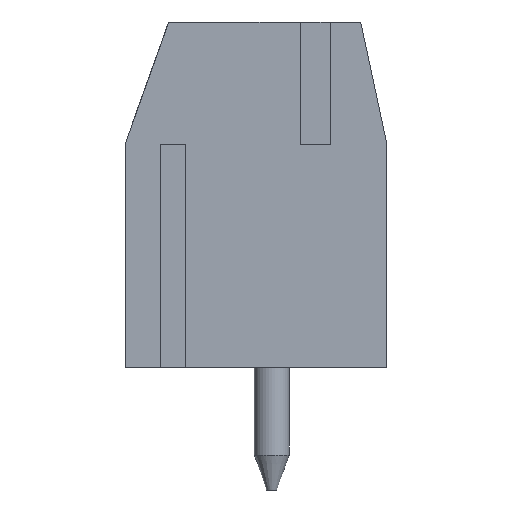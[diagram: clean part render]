
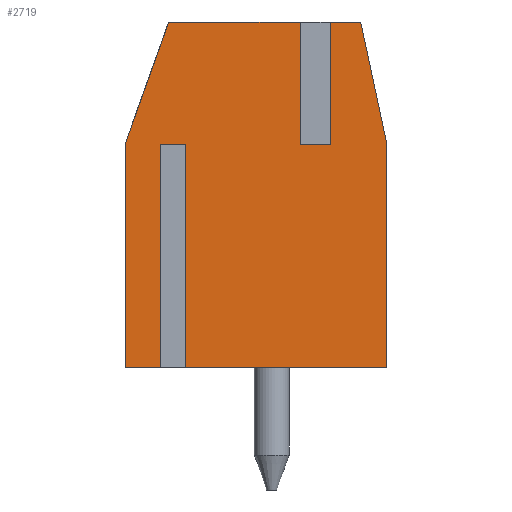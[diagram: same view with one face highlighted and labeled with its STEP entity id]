
A CAD part, left-side view. The second image highlights one B-rep face of the part: STEP entity #2719.
In plain terms, the highlighted planar face has unit normal (-1, 0, 0).
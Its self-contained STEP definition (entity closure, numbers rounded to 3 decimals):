
#392=ORIENTED_EDGE('',*,*,#1122,.F.);
#393=ORIENTED_EDGE('',*,*,#1123,.F.);
#394=ORIENTED_EDGE('',*,*,#1124,.T.);
#395=ORIENTED_EDGE('',*,*,#974,.T.);
#396=ORIENTED_EDGE('',*,*,#1008,.T.);
#397=ORIENTED_EDGE('',*,*,#1121,.T.);
#398=ORIENTED_EDGE('',*,*,#1036,.T.);
#399=ORIENTED_EDGE('',*,*,#1125,.F.);
#400=ORIENTED_EDGE('',*,*,#1126,.F.);
#401=ORIENTED_EDGE('',*,*,#1127,.T.);
#402=ORIENTED_EDGE('',*,*,#1050,.T.);
#403=ORIENTED_EDGE('',*,*,#1034,.T.);
#404=ORIENTED_EDGE('',*,*,#1128,.T.);
#405=ORIENTED_EDGE('',*,*,#978,.T.);
#974=EDGE_CURVE('',#1358,#1357,#1615,.T.);
#978=EDGE_CURVE('',#1362,#1361,#1619,.T.);
#1008=EDGE_CURVE('',#1357,#1385,#1641,.F.);
#1034=EDGE_CURVE('',#1387,#1409,#1667,.T.);
#1036=EDGE_CURVE('',#1412,#1410,#1669,.T.);
#1050=EDGE_CURVE('',#1421,#1387,#1680,.T.);
#1121=EDGE_CURVE('',#1385,#1412,#1738,.T.);
#1122=EDGE_CURVE('',#1469,#1361,#1739,.T.);
#1123=EDGE_CURVE('',#1470,#1469,#1740,.T.);
#1124=EDGE_CURVE('',#1470,#1358,#1741,.T.);
#1125=EDGE_CURVE('',#1471,#1410,#1742,.T.);
#1126=EDGE_CURVE('',#1472,#1471,#1743,.T.);
#1127=EDGE_CURVE('',#1472,#1421,#1744,.T.);
#1128=EDGE_CURVE('',#1409,#1362,#1745,.F.);
#1357=VERTEX_POINT('',#4125);
#1358=VERTEX_POINT('',#4127);
#1361=VERTEX_POINT('',#4133);
#1362=VERTEX_POINT('',#4135);
#1385=VERTEX_POINT('',#4189);
#1387=VERTEX_POINT('',#4194);
#1409=VERTEX_POINT('',#4240);
#1410=VERTEX_POINT('',#4244);
#1412=VERTEX_POINT('',#4247);
#1421=VERTEX_POINT('',#4270);
#1469=VERTEX_POINT('',#4406);
#1470=VERTEX_POINT('',#4408);
#1471=VERTEX_POINT('',#4411);
#1472=VERTEX_POINT('',#4413);
#1615=LINE('',#4126,#1919);
#1619=LINE('',#4134,#1923);
#1641=LINE('',#4190,#1945);
#1667=LINE('',#4241,#1971);
#1669=LINE('',#4246,#1973);
#1680=LINE('',#4269,#1984);
#1738=LINE('',#4403,#2042);
#1739=LINE('',#4405,#2043);
#1740=LINE('',#4407,#2044);
#1741=LINE('',#4409,#2045);
#1742=LINE('',#4410,#2046);
#1743=LINE('',#4412,#2047);
#1744=LINE('',#4414,#2048);
#1745=LINE('',#4415,#2049);
#1919=VECTOR('',#3330,1000.);
#1923=VECTOR('',#3334,1000.);
#1945=VECTOR('',#3376,1000.);
#1971=VECTOR('',#3404,1000.);
#1973=VECTOR('',#3408,1000.);
#1984=VECTOR('',#3425,1000.);
#2042=VECTOR('',#3539,1000.);
#2043=VECTOR('',#3542,1000.);
#2044=VECTOR('',#3543,1000.);
#2045=VECTOR('',#3544,1000.);
#2046=VECTOR('',#3545,1000.);
#2047=VECTOR('',#3546,1000.);
#2048=VECTOR('',#3547,1000.);
#2049=VECTOR('',#3548,1000.);
#2236=EDGE_LOOP('',(#392,#393,#394,#395,#396,#397,#398,#399,#400,#401,#402,
#403,#404,#405));
#2426=FACE_BOUND('',#2236,.T.);
#2605=PLANE('',#3110);
#2719=ADVANCED_FACE('',(#2426),#2605,.T.);
#3110=AXIS2_PLACEMENT_3D('',#4404,#3540,#3541);
#3330=DIRECTION('',(0.,1.,0.));
#3334=DIRECTION('',(0.,1.,0.));
#3376=DIRECTION('',(0.,-0.336,0.942));
#3404=DIRECTION('',(0.,0.,1.));
#3408=DIRECTION('',(0.,-1.,0.));
#3425=DIRECTION('',(0.,-1.,0.));
#3539=DIRECTION('',(0.,0.,-1.));
#3540=DIRECTION('',(-1.,0.,0.));
#3541=DIRECTION('',(0.,0.,1.));
#3542=DIRECTION('',(0.,0.,1.));
#3543=DIRECTION('',(0.,-1.,0.));
#3544=DIRECTION('',(0.,0.,1.));
#3545=DIRECTION('',(0.,0.,-1.));
#3546=DIRECTION('',(0.,1.,0.));
#3547=DIRECTION('',(0.,0.,-1.));
#3548=DIRECTION('',(0.,-0.21,-0.978));
#4125=CARTESIAN_POINT('',(-7.5,2.5,4.95));
#4126=CARTESIAN_POINT('',(-7.5,-3.75,4.95));
#4127=CARTESIAN_POINT('',(-7.5,-1.35,4.95));
#4133=CARTESIAN_POINT('',(-7.5,-2.05,4.95));
#4134=CARTESIAN_POINT('',(-7.5,-3.75,4.95));
#4135=CARTESIAN_POINT('',(-7.5,-3.,4.95));
#4189=CARTESIAN_POINT('',(-7.5,3.75,1.45));
#4190=CARTESIAN_POINT('',(-7.5,3.785,1.352));
#4194=CARTESIAN_POINT('',(-7.5,-3.75,-4.95));
#4240=CARTESIAN_POINT('',(-7.5,-3.75,1.45));
#4241=CARTESIAN_POINT('',(-7.5,-3.75,-4.95));
#4244=CARTESIAN_POINT('',(-7.5,2.725,-4.95));
#4246=CARTESIAN_POINT('',(-7.5,3.75,-4.95));
#4247=CARTESIAN_POINT('',(-7.5,3.75,-4.95));
#4269=CARTESIAN_POINT('',(-7.5,3.75,-4.95));
#4270=CARTESIAN_POINT('',(-7.5,2.025,-4.95));
#4403=CARTESIAN_POINT('',(-7.5,3.75,4.95));
#4404=CARTESIAN_POINT('',(-7.5,0.,0.));
#4405=CARTESIAN_POINT('',(-7.5,-2.05,1.45));
#4406=CARTESIAN_POINT('',(-7.5,-2.05,1.45));
#4407=CARTESIAN_POINT('',(-7.5,-1.35,1.45));
#4408=CARTESIAN_POINT('',(-7.5,-1.35,1.45));
#4409=CARTESIAN_POINT('',(-7.5,-1.35,1.45));
#4410=CARTESIAN_POINT('',(-7.5,2.725,1.45));
#4411=CARTESIAN_POINT('',(-7.5,2.725,1.45));
#4412=CARTESIAN_POINT('',(-7.5,2.025,1.45));
#4413=CARTESIAN_POINT('',(-7.5,2.025,1.45));
#4414=CARTESIAN_POINT('',(-7.5,2.025,1.45));
#4415=CARTESIAN_POINT('',(-7.5,-3.882,0.832));
